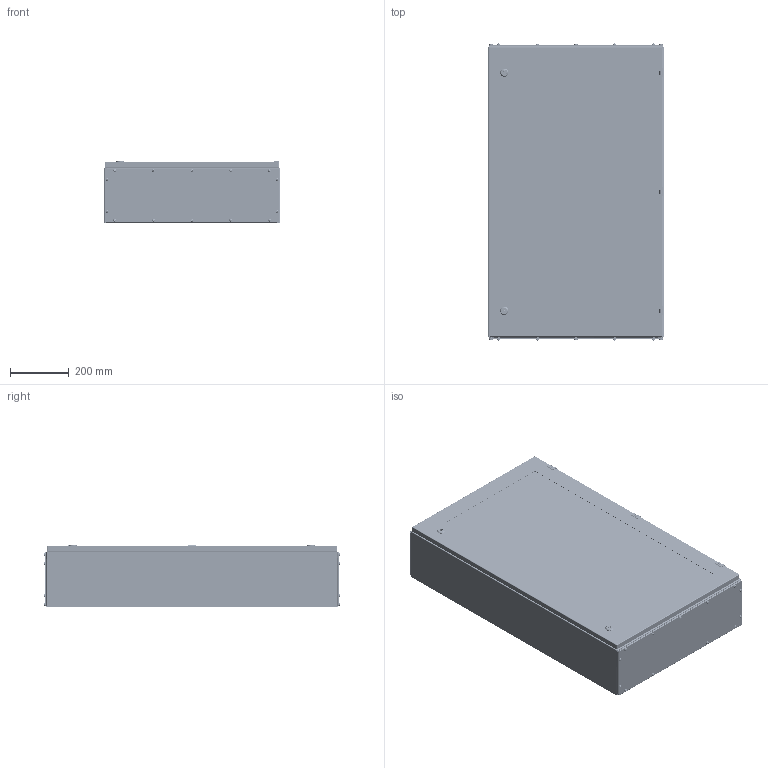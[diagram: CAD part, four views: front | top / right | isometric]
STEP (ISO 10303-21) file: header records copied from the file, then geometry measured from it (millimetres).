
FILE_DESCRIPTION (( 'STEP AP214' ), '1' );
FILE_NAME ('13.060.100.21.STEP', '2024-06-11T05:48:56', ( '' ), ( '' ), 'SwSTEP 2.0', 'SolidWorks 2021', '' );
FILE_SCHEMA (( 'AUTOMOTIVE_DESIGN' ));
Length unit declared in the file: millimetre
Products named in the file (28): Âèíò DIN 967 Ì5õ16 ñ ïîëóêðóãëîé ãîëîâêîé ñ êðåñòîîáðàçíûì øëèöåì; 栺樏鋋 W600H1000; Çàêëåïêà ðåçüáîâàÿ Ì5 øåñòèãðàííàÿ ñ óìåíüøåííûì áîðòîì; Êîðïóñ øêàôà W600H1000D210; 8SJ_MS705_0010.stp; 砑鳧罻 H1000; Øïèëüêà ïðèâàðíàÿ Ì6õ15; Øïèëüêà ïðèâàðíàÿ Ì6õ10; Øïèëüêà ïðèâàðíàÿ Ì8õ25; 嵑謺麃 檐; ﾇ瑟鶴 ﾀﾑ ms1000-3M.stp; 8SJ_MS705-1_0040.stp; Ïðîêëàäêà êðûøêè W600D210; 砑鳧罻 W600; 8SJ_MS705_0510.stp; Ãàéêà M6 DIN6923.step; SW6X8.stp; Çàêëåïêà ðåçüáîâàÿ Ì8 øåñòèãðàííàÿ ñ óìåíüøåííûì áîðòîì; Ïåðåìû÷êà êàðêàñà W600; Êàðêàñ øêàôà W600H1000D210; 署赅 W600D210; ﾄ粢鮱 W600H1000; Ñòåêëÿííàÿ äâåðü ÑÁ W600H1000; Áîëò Ì6õ10 ñ øåñòèãðàííîé ãîëîâêîé ñ ïðåññøàéáîé; 13.060.100.21; 8SJ_MS705_0760.stp; Ãàñêåòèíã W600H1000; 8SJ_S1B_0001.stp
Assembly tree (134 placements, depth 4):
  13.060.100.21
    Êàðêàñ øêàôà W600H1000D210
      Êîðïóñ øêàôà W600H1000D210
      Ïåðåìû÷êà êàðêàñà W600  x2
      Øïèëüêà ïðèâàðíàÿ Ì6õ15  x8
      Øïèëüêà ïðèâàðíàÿ Ì8õ25  x6
    署赅 W600D210  x2
    Ïðîêëàäêà êðûøêè W600D210  x2
    Ñòåêëÿííàÿ äâåðü ÑÁ W600H1000
      ﾄ粢鮱 W600H1000
      Ãàñêåòèíã W600H1000
      ﾇ瑟鶴 ﾀﾑ ms1000-3M.stp  x2
        8SJ_MS705_0010.stp
        8SJ_MS705_0510.stp
        8SJ_MS705_0760.stp
        8SJ_S1B_0001.stp
        8SJ_MS705-1_0040.stp
        SW6X8.stp
      Øïèëüêà ïðèâàðíàÿ Ì6õ10  x14
      栺樏鋋 W600H1000
      Ãàéêà M6 DIN6923.step  x14
      砑鳧罻 H1000  x2
      砑鳧罻 W600  x2
    嵑謺麃 檐  x3
    Áîëò Ì6õ10 ñ øåñòèãðàííîé ãîëîâêîé ñ ïðåññøàéáîé  x3
    Çàêëåïêà ðåçüáîâàÿ Ì5 øåñòèãðàííàÿ ñ óìåíüøåííûì áîðòîì  x28
    Âèíò DIN 967 Ì5õ16 ñ ïîëóêðóãëîé ãîëîâêîé ñ êðåñòîîáðàçíûì øëèöåì  x28
    Çàêëåïêà ðåçüáîâàÿ Ì8 øåñòèãðàííàÿ ñ óìåíüøåííûì áîðòîì  x6
Bounding box: 600 x 1015.11 x 214.65 mm (x, y, z)
Volume: 3902726 mm3; surface area: 4716376.8 mm2
Topology: 136 solids, 148 shells, 7020 faces, 17708 edges, 11047 vertices
Faces by surface type: plane 2848, cylinder 2406, bspline 734, cone 494, torus 370, sphere 168
Entity records: 88161 total; most frequent: CARTESIAN_POINT 43549, ORIENTED_EDGE 9512, DIRECTION 7996, EDGE_CURVE 4762, VERTEX_POINT 2947, AXIS2_PLACEMENT_3D 2699, VECTOR 2598, LINE 2598
